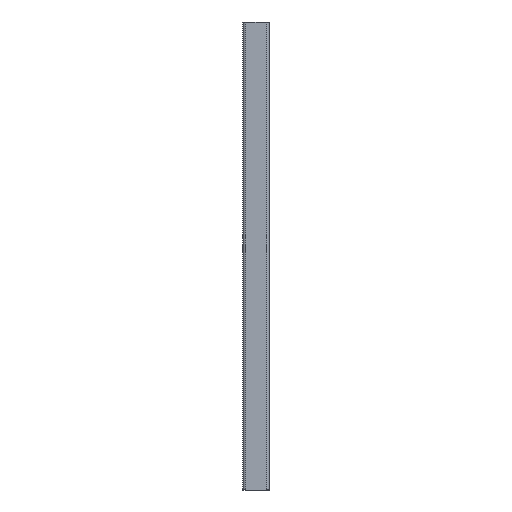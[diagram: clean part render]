
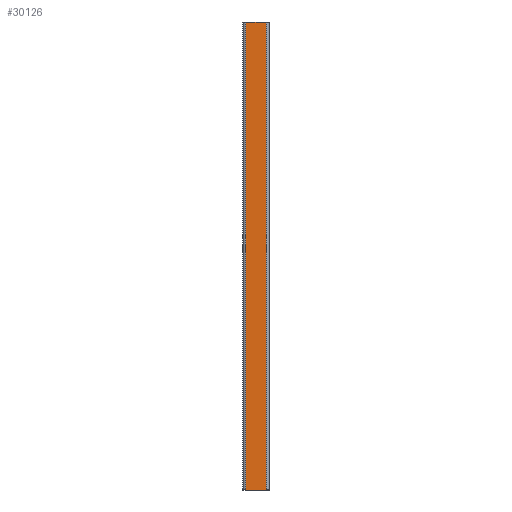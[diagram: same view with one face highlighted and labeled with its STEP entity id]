
A CAD part, front view. The second image highlights one B-rep face of the part: STEP entity #30126.
In plain terms, the highlighted planar face has unit normal (0, -1, 0).
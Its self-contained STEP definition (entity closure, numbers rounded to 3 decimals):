
#842 = EDGE_CURVE ( 'NONE', #124229, #20418, #101503, .T. ) ;
#1694 = CARTESIAN_POINT ( 'NONE',  ( -0.4, -0.5, -1. ) ) ;
#8670 = VERTEX_POINT ( 'NONE', #25204 ) ;
#11272 = AXIS2_PLACEMENT_3D ( 'NONE', #117189, #51173, #77056 ) ;
#20418 = VERTEX_POINT ( 'NONE', #60227 ) ;
#20887 = PLANE ( 'NONE',  #11272 ) ;
#22446 = DIRECTION ( 'NONE',  ( 1., 0., 0. ) ) ;
#22946 = EDGE_CURVE ( 'NONE', #20418, #8670, #149745, .T. ) ;
#25204 = CARTESIAN_POINT ( 'NONE',  ( -0.4, -0.5, 0. ) ) ;
#30005 = EDGE_LOOP ( 'NONE', ( #67263, #68507, #76222, #87053 ) ) ;
#30126 = ADVANCED_FACE ( 'NONE', ( #35137 ), #20887, .T. ) ;
#35137 = FACE_OUTER_BOUND ( 'NONE', #30005, .T. ) ;
#36345 = DIRECTION ( 'NONE',  ( -1., 0., 0. ) ) ;
#50880 = LINE ( 'NONE', #126961, #143366 ) ;
#51173 = DIRECTION ( 'NONE',  ( 0., -1., 0. ) ) ;
#55200 = DIRECTION ( 'NONE',  ( 0., 0., 1. ) ) ;
#60078 = EDGE_CURVE ( 'NONE', #8670, #114695, #75977, .T. ) ;
#60222 = CARTESIAN_POINT ( 'NONE',  ( 0.4, -0.5, 0. ) ) ;
#60227 = CARTESIAN_POINT ( 'NONE',  ( -0.4, -0.5, -17.955 ) ) ;
#67263 = ORIENTED_EDGE ( 'NONE', *, *, #60078, .F. ) ;
#68507 = ORIENTED_EDGE ( 'NONE', *, *, #22946, .F. ) ;
#75977 = LINE ( 'NONE', #106280, #173854 ) ;
#76222 = ORIENTED_EDGE ( 'NONE', *, *, #842, .F. ) ;
#77056 = DIRECTION ( 'NONE',  ( 1., 0., 0. ) ) ;
#85421 = EDGE_CURVE ( 'NONE', #124229, #114695, #50880, .T. ) ;
#87053 = ORIENTED_EDGE ( 'NONE', *, *, #85421, .T. ) ;
#95190 = CARTESIAN_POINT ( 'NONE',  ( 0.4, -0.5, -17.955 ) ) ;
#101503 = LINE ( 'NONE', #145165, #125686 ) ;
#102290 = VECTOR ( 'NONE', #55200, 39.37 ) ;
#106280 = CARTESIAN_POINT ( 'NONE',  ( 0.4, -0.5, 0. ) ) ;
#114695 = VERTEX_POINT ( 'NONE', #60222 ) ;
#117189 = CARTESIAN_POINT ( 'NONE',  ( 0.4, -0.5, -1. ) ) ;
#124229 = VERTEX_POINT ( 'NONE', #95190 ) ;
#125686 = VECTOR ( 'NONE', #36345, 39.37 ) ;
#126086 = DIRECTION ( 'NONE',  ( 0., 0., 1. ) ) ;
#126961 = CARTESIAN_POINT ( 'NONE',  ( 0.4, -0.5, -1. ) ) ;
#143366 = VECTOR ( 'NONE', #126086, 39.37 ) ;
#145165 = CARTESIAN_POINT ( 'NONE',  ( 0.4, -0.5, -17.955 ) ) ;
#149745 = LINE ( 'NONE', #1694, #102290 ) ;
#173854 = VECTOR ( 'NONE', #22446, 39.37 ) ;
